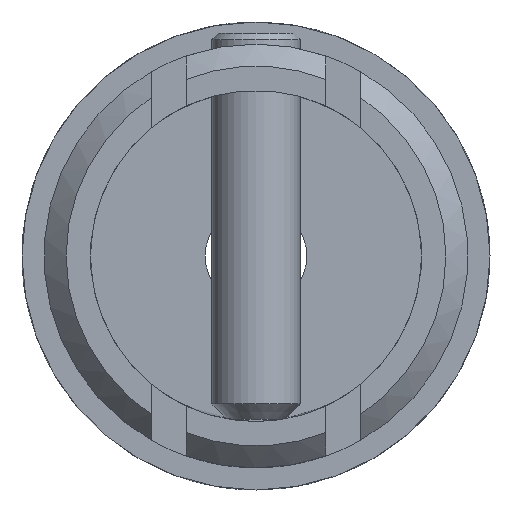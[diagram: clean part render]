
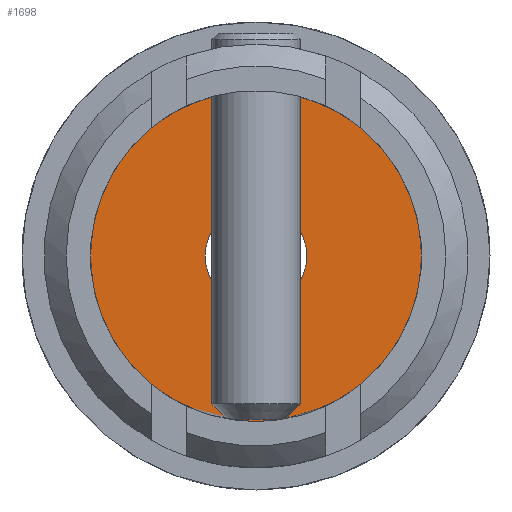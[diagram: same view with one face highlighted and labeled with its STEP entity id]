
A CAD part, front view. The second image highlights one B-rep face of the part: STEP entity #1698.
In plain terms, the highlighted planar face has unit normal (0, -1, 0).
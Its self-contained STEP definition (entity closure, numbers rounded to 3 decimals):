
#416 = ORIENTED_EDGE ( 'NONE', *, *, #4571, .T. ) ;
#1256 = FACE_BOUND ( 'NONE', #7772, .T. ) ;
#1698 = ADVANCED_FACE ( 'NONE', ( #3916, #1256 ), #1929, .T. ) ;
#1712 = AXIS2_PLACEMENT_3D ( 'NONE', #2485, #4338, #11387 ) ;
#1816 = CIRCLE ( 'NONE', #10809, 4.6 ) ;
#1929 = PLANE ( 'NONE',  #4352 ) ;
#2485 = CARTESIAN_POINT ( 'NONE',  ( 0., 9., 0. ) ) ;
#2551 = CARTESIAN_POINT ( 'NONE',  ( 0., 9., 0. ) ) ;
#3641 = CARTESIAN_POINT ( 'NONE',  ( 0., 9., -15. ) ) ;
#3916 = FACE_OUTER_BOUND ( 'NONE', #8050, .T. ) ;
#4338 = DIRECTION ( 'NONE',  ( 0., -1., 0. ) ) ;
#4352 = AXIS2_PLACEMENT_3D ( 'NONE', #7714, #11756, #12717 ) ;
#4571 = EDGE_CURVE ( 'NONE', #9894, #9894, #1816, .T. ) ;
#4695 = CARTESIAN_POINT ( 'NONE',  ( 0., 9., -4.6 ) ) ;
#4920 = EDGE_CURVE ( 'NONE', #6494, #6494, #11397, .T. ) ;
#6494 = VERTEX_POINT ( 'NONE', #3641 ) ;
#7714 = CARTESIAN_POINT ( 'NONE',  ( 0., 9., 0. ) ) ;
#7772 = EDGE_LOOP ( 'NONE', ( #416 ) ) ;
#8050 = EDGE_LOOP ( 'NONE', ( #8368 ) ) ;
#8368 = ORIENTED_EDGE ( 'NONE', *, *, #4920, .T. ) ;
#8542 = DIRECTION ( 'NONE',  ( 0., 1., 0. ) ) ;
#9486 = DIRECTION ( 'NONE',  ( 0., 0., -1. ) ) ;
#9894 = VERTEX_POINT ( 'NONE', #4695 ) ;
#10809 = AXIS2_PLACEMENT_3D ( 'NONE', #2551, #8542, #9486 ) ;
#11387 = DIRECTION ( 'NONE',  ( 0., 0., -1. ) ) ;
#11397 = CIRCLE ( 'NONE', #1712, 15. ) ;
#11756 = DIRECTION ( 'NONE',  ( 0., -1., 0. ) ) ;
#12717 = DIRECTION ( 'NONE',  ( 0., 0., -1. ) ) ;
